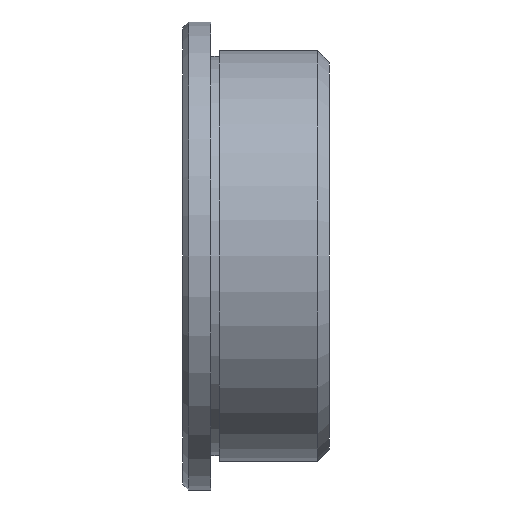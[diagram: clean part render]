
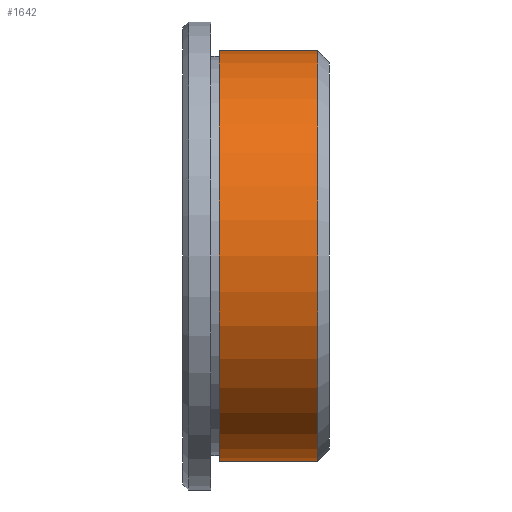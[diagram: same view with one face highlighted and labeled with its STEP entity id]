
A CAD part, left-side view. The second image highlights one B-rep face of the part: STEP entity #1642.
In plain terms, the highlighted cylindrical face has radius 7 mm (diameter 14 mm), a partial arc.
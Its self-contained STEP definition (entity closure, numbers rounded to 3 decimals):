
#718 = VERTEX_POINT('',#719);
#719 = CARTESIAN_POINT('',(0.,0.4,-7.));
#726 = VERTEX_POINT('',#727);
#727 = CARTESIAN_POINT('',(0.,0.4,7.));
#1563 = VERTEX_POINT('',#1564);
#1564 = CARTESIAN_POINT('',(0.,3.75,7.));
#1565 = VERTEX_POINT('',#1566);
#1566 = CARTESIAN_POINT('',(0.,3.75,-7.));
#1573 = EDGE_CURVE('',#1563,#726,#1574,.T.);
#1574 = LINE('',#1575,#1576);
#1575 = CARTESIAN_POINT('',(0.,4.05,7.));
#1576 = VECTOR('',#1577,1.);
#1577 = DIRECTION('',(-0.,-1.,-0.));
#1580 = EDGE_CURVE('',#1565,#718,#1581,.T.);
#1581 = LINE('',#1582,#1583);
#1582 = CARTESIAN_POINT('',(0.,4.05,-7.));
#1583 = VECTOR('',#1584,1.);
#1584 = DIRECTION('',(-0.,-1.,-0.));
#1642 = ADVANCED_FACE('',(#1643),#1661,.T.);
#1643 = FACE_BOUND('',#1644,.T.);
#1644 = EDGE_LOOP('',(#1645,#1646,#1653,#1654));
#1645 = ORIENTED_EDGE('',*,*,#1573,.F.);
#1646 = ORIENTED_EDGE('',*,*,#1647,.F.);
#1647 = EDGE_CURVE('',#1565,#1563,#1648,.T.);
#1648 = CIRCLE('',#1649,7.);
#1649 = AXIS2_PLACEMENT_3D('',#1650,#1651,#1652);
#1650 = CARTESIAN_POINT('',(0.,3.75,0.));
#1651 = DIRECTION('',(-0.,1.,0.));
#1652 = DIRECTION('',(0.,0.,1.));
#1653 = ORIENTED_EDGE('',*,*,#1580,.T.);
#1654 = ORIENTED_EDGE('',*,*,#1655,.T.);
#1655 = EDGE_CURVE('',#718,#726,#1656,.T.);
#1656 = CIRCLE('',#1657,7.);
#1657 = AXIS2_PLACEMENT_3D('',#1658,#1659,#1660);
#1658 = CARTESIAN_POINT('',(0.,0.4,0.));
#1659 = DIRECTION('',(-0.,1.,0.));
#1660 = DIRECTION('',(0.,0.,1.));
#1661 = CYLINDRICAL_SURFACE('',#1662,7.);
#1662 = AXIS2_PLACEMENT_3D('',#1663,#1664,#1665);
#1663 = CARTESIAN_POINT('',(0.,4.05,0.));
#1664 = DIRECTION('',(-0.,-1.,-0.));
#1665 = DIRECTION('',(0.,0.,-1.));
